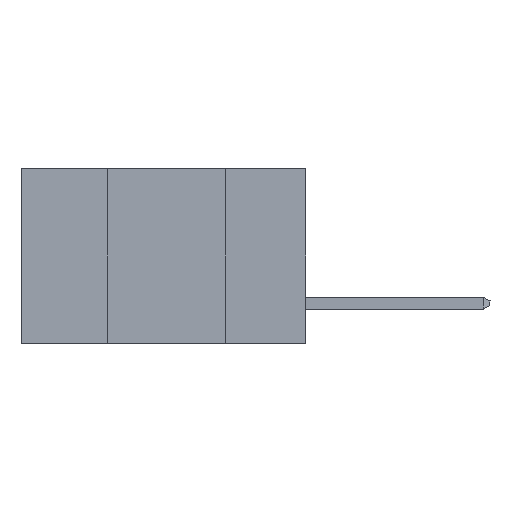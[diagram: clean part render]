
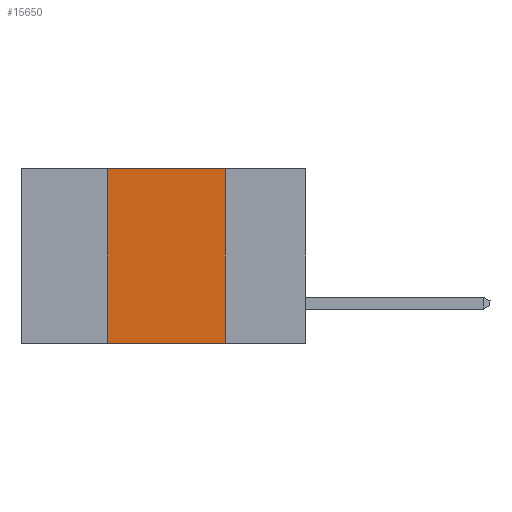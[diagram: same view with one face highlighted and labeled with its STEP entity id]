
A CAD part, left-side view. The second image highlights one B-rep face of the part: STEP entity #15650.
In plain terms, the highlighted planar face has unit normal (-1, 0, 0).
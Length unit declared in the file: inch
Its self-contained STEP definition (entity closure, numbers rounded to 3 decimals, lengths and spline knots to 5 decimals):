
#340 = LINE ( 'NONE', #5527, #13799 ) ;
#368 = CARTESIAN_POINT ( 'NONE',  ( 0., 0.17, 0. ) ) ;
#685 = CARTESIAN_POINT ( 'NONE',  ( 0., 0.6, -0.37 ) ) ;
#945 = EDGE_LOOP ( 'NONE', ( #5339, #12542, #19236, #16591 ) ) ;
#2205 = DIRECTION ( 'NONE',  ( 0., -1., 0. ) ) ;
#2749 = VECTOR ( 'NONE', #2205, 39.37008 ) ;
#3632 = VERTEX_POINT ( 'NONE', #20089 ) ;
#3982 = VECTOR ( 'NONE', #22225, 39.37008 ) ;
#4205 = CARTESIAN_POINT ( 'NONE',  ( 0., 0.6, 0. ) ) ;
#5339 = ORIENTED_EDGE ( 'NONE', *, *, #8222, .F. ) ;
#5527 = CARTESIAN_POINT ( 'NONE',  ( 0., 0.42, 0. ) ) ;
#5709 = DIRECTION ( 'NONE',  ( 0., 0., -1. ) ) ;
#6182 = LINE ( 'NONE', #4205, #3982 ) ;
#7361 = CARTESIAN_POINT ( 'NONE',  ( 0., 0.42, -0.37 ) ) ;
#7696 = PLANE ( 'NONE',  #10715 ) ;
#7780 = DIRECTION ( 'NONE',  ( 0., 0., -1. ) ) ;
#8222 = EDGE_CURVE ( 'NONE', #3632, #12793, #22510, .T. ) ;
#8232 = LINE ( 'NONE', #685, #2749 ) ;
#8475 = VERTEX_POINT ( 'NONE', #12157 ) ;
#9674 = CARTESIAN_POINT ( 'NONE',  ( 0., 0.6, 0. ) ) ;
#10715 = AXIS2_PLACEMENT_3D ( 'NONE', #9674, #21764, #7780 ) ;
#12157 = CARTESIAN_POINT ( 'NONE',  ( 0., 0.42, 0. ) ) ;
#12542 = ORIENTED_EDGE ( 'NONE', *, *, #17887, .F. ) ;
#12600 = DIRECTION ( 'NONE',  ( 0., 0., 1. ) ) ;
#12793 = VERTEX_POINT ( 'NONE', #20861 ) ;
#12857 = VECTOR ( 'NONE', #5709, 39.37008 ) ;
#13799 = VECTOR ( 'NONE', #12600, 39.37008 ) ;
#15650 = ADVANCED_FACE ( 'NONE', ( #16301 ), #7696, .F. ) ;
#16301 = FACE_OUTER_BOUND ( 'NONE', #945, .T. ) ;
#16577 = EDGE_CURVE ( 'NONE', #16962, #8475, #340, .T. ) ;
#16591 = ORIENTED_EDGE ( 'NONE', *, *, #20748, .T. ) ;
#16962 = VERTEX_POINT ( 'NONE', #7361 ) ;
#17887 = EDGE_CURVE ( 'NONE', #8475, #3632, #6182, .T. ) ;
#19236 = ORIENTED_EDGE ( 'NONE', *, *, #16577, .F. ) ;
#20089 = CARTESIAN_POINT ( 'NONE',  ( 0., 0.17, 0. ) ) ;
#20748 = EDGE_CURVE ( 'NONE', #16962, #12793, #8232, .T. ) ;
#20861 = CARTESIAN_POINT ( 'NONE',  ( 0., 0.17, -0.37 ) ) ;
#21764 = DIRECTION ( 'NONE',  ( 1., 0., 0. ) ) ;
#22225 = DIRECTION ( 'NONE',  ( 0., -1., 0. ) ) ;
#22510 = LINE ( 'NONE', #368, #12857 ) ;
